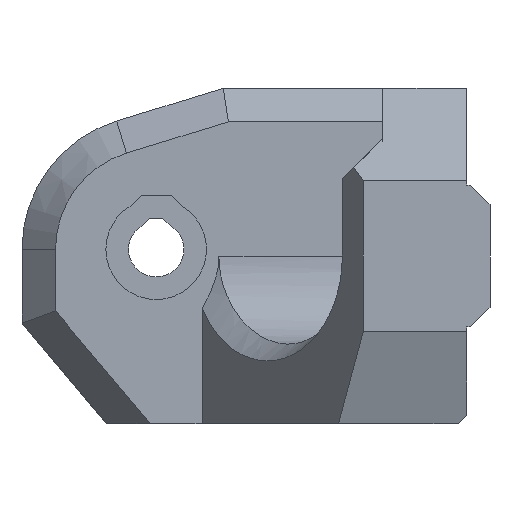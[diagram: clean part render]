
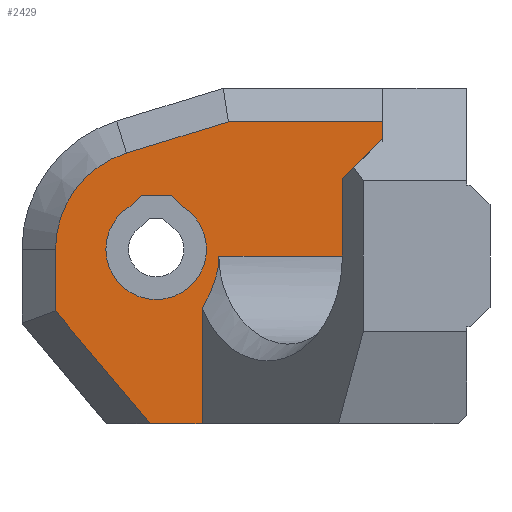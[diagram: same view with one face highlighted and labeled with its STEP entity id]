
A CAD part, front view. The second image highlights one B-rep face of the part: STEP entity #2429.
In plain terms, the highlighted planar face has unit normal (0, -1, 0).
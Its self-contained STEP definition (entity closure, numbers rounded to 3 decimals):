
#37=FACE_BOUND('',#261,.T.);
#48=B_SPLINE_CURVE_WITH_KNOTS('',3,(#3540,#3541,#3542,#3543,#3544,#3545,
#3546,#3547,#3548,#3549,#3550,#3551,#3552,#3553),.UNSPECIFIED.,.F.,.F.,
(4,2,2,2,2,2,4),(0.,0.039,0.161,0.296,
0.315,0.325,0.332),.UNSPECIFIED.);
#58=CIRCLE('',#2594,6.);
#59=CIRCLE('',#2597,3.);
#119=FACE_OUTER_BOUND('',#260,.T.);
#260=EDGE_LOOP('',(#1836,#1837,#1838,#1839,#1840,#1841,#1842,#1843,#1844,
#1845));
#261=EDGE_LOOP('',(#1846,#1847,#1848,#1849));
#408=LINE('',#3574,#727);
#429=LINE('',#3617,#748);
#483=LINE('',#3727,#802);
#504=LINE('',#3771,#823);
#507=LINE('',#3776,#826);
#509=LINE('',#3780,#828);
#514=LINE('',#3792,#833);
#515=LINE('',#3794,#834);
#516=LINE('',#3799,#835);
#517=LINE('',#3801,#836);
#518=LINE('',#3802,#837);
#727=VECTOR('',#2784,10.);
#748=VECTOR('',#2815,10.);
#802=VECTOR('',#2897,10.);
#823=VECTOR('',#2942,10.);
#826=VECTOR('',#2947,10.);
#828=VECTOR('',#2951,10.);
#833=VECTOR('',#2964,10.);
#834=VECTOR('',#2967,10.);
#835=VECTOR('',#2970,10.);
#836=VECTOR('',#2971,10.);
#837=VECTOR('',#2972,10.);
#1036=VERTEX_POINT('',#3538);
#1037=VERTEX_POINT('',#3539);
#1039=VERTEX_POINT('',#3572);
#1055=VERTEX_POINT('',#3614);
#1056=VERTEX_POINT('',#3616);
#1108=VERTEX_POINT('',#3769);
#1109=VERTEX_POINT('',#3770);
#1110=VERTEX_POINT('',#3775);
#1111=VERTEX_POINT('',#3779);
#1113=VERTEX_POINT('',#3785);
#1115=VERTEX_POINT('',#3795);
#1116=VERTEX_POINT('',#3796);
#1117=VERTEX_POINT('',#3798);
#1118=VERTEX_POINT('',#3800);
#1273=EDGE_CURVE('',#1036,#1037,#48,.T.);
#1278=EDGE_CURVE('',#1039,#1037,#408,.T.);
#1299=EDGE_CURVE('',#1055,#1056,#429,.T.);
#1356=EDGE_CURVE('',#1055,#1036,#483,.T.);
#1378=EDGE_CURVE('',#1108,#1109,#504,.T.);
#1381=EDGE_CURVE('',#1056,#1110,#507,.T.);
#1383=EDGE_CURVE('',#1110,#1111,#509,.T.);
#1388=EDGE_CURVE('',#1111,#1113,#58,.T.);
#1390=EDGE_CURVE('',#1113,#1108,#514,.T.);
#1391=EDGE_CURVE('',#1039,#1109,#515,.T.);
#1392=EDGE_CURVE('',#1115,#1116,#59,.T.);
#1393=EDGE_CURVE('',#1116,#1117,#516,.T.);
#1394=EDGE_CURVE('',#1117,#1118,#517,.T.);
#1395=EDGE_CURVE('',#1118,#1115,#518,.T.);
#1836=ORIENTED_EDGE('',*,*,#1278,.F.);
#1837=ORIENTED_EDGE('',*,*,#1391,.T.);
#1838=ORIENTED_EDGE('',*,*,#1378,.F.);
#1839=ORIENTED_EDGE('',*,*,#1390,.F.);
#1840=ORIENTED_EDGE('',*,*,#1388,.F.);
#1841=ORIENTED_EDGE('',*,*,#1383,.F.);
#1842=ORIENTED_EDGE('',*,*,#1381,.F.);
#1843=ORIENTED_EDGE('',*,*,#1299,.F.);
#1844=ORIENTED_EDGE('',*,*,#1356,.T.);
#1845=ORIENTED_EDGE('',*,*,#1273,.T.);
#1846=ORIENTED_EDGE('',*,*,#1392,.T.);
#1847=ORIENTED_EDGE('',*,*,#1393,.T.);
#1848=ORIENTED_EDGE('',*,*,#1394,.T.);
#1849=ORIENTED_EDGE('',*,*,#1395,.T.);
#2298=PLANE('',#2596);
#2429=ADVANCED_FACE('',(#119,#37),#2298,.F.);
#2594=AXIS2_PLACEMENT_3D('',#3789,#2959,#2960);
#2596=AXIS2_PLACEMENT_3D('',#3793,#2965,#2966);
#2597=AXIS2_PLACEMENT_3D('',#3797,#2968,#2969);
#2784=DIRECTION('',(-1.,0.,0.));
#2815=DIRECTION('',(-1.,0.,0.));
#2897=DIRECTION('',(0.,0.,1.));
#2942=DIRECTION('',(1.,0.,0.));
#2947=DIRECTION('',(-0.643,0.,0.766));
#2951=DIRECTION('',(0.,0.,1.));
#2959=DIRECTION('center_axis',(0.,1.,0.));
#2960=DIRECTION('ref_axis',(-1.,0.,0.));
#2964=DIRECTION('',(0.956,0.,0.294));
#2965=DIRECTION('center_axis',(0.,1.,0.));
#2966=DIRECTION('ref_axis',(1.,0.,0.));
#2967=DIRECTION('',(0.,0.,1.));
#2968=DIRECTION('center_axis',(0.,1.,0.));
#2969=DIRECTION('ref_axis',(1.,0.,0.));
#2970=DIRECTION('',(0.707,0.,0.707));
#2971=DIRECTION('',(1.,0.,0.));
#2972=DIRECTION('',(0.707,0.,-0.707));
#3538=CARTESIAN_POINT('',(2.737,0.,-3.52));
#3539=CARTESIAN_POINT('',(3.737,0.,-0.4));
#3540=CARTESIAN_POINT('Ctrl Pts',(2.737,0.,
-3.52));
#3541=CARTESIAN_POINT('Ctrl Pts',(2.804,0.,
-3.407));
#3542=CARTESIAN_POINT('Ctrl Pts',(2.87,0.,
-3.293));
#3543=CARTESIAN_POINT('Ctrl Pts',(3.126,0.,
-2.823));
#3544=CARTESIAN_POINT('Ctrl Pts',(3.303,0.,
-2.451));
#3545=CARTESIAN_POINT('Ctrl Pts',(3.591,0.,
-1.639));
#3546=CARTESIAN_POINT('Ctrl Pts',(3.689,0.,
-1.209));
#3547=CARTESIAN_POINT('Ctrl Pts',(3.728,0.,
-0.696));
#3548=CARTESIAN_POINT('Ctrl Pts',(3.732,0.,
-0.635));
#3549=CARTESIAN_POINT('Ctrl Pts',(3.736,0.,
-0.539));
#3550=CARTESIAN_POINT('Ctrl Pts',(3.736,0.,
-0.505));
#3551=CARTESIAN_POINT('Ctrl Pts',(3.737,0.,
-0.447));
#3552=CARTESIAN_POINT('Ctrl Pts',(3.737,0.,-0.424));
#3553=CARTESIAN_POINT('Ctrl Pts',(3.737,0.,-0.4));
#3572=CARTESIAN_POINT('',(13.5,0.,-0.4));
#3574=CARTESIAN_POINT('',(13.5,0.,-0.4));
#3614=CARTESIAN_POINT('',(2.737,0.,-10.4));
#3616=CARTESIAN_POINT('',(-0.355,0.,-10.4));
#3617=CARTESIAN_POINT('',(18.5,0.,-10.4));
#3727=CARTESIAN_POINT('',(2.737,0.,-5.4));
#3769=CARTESIAN_POINT('',(4.301,0.,7.6));
#3770=CARTESIAN_POINT('',(13.5,0.,7.6));
#3771=CARTESIAN_POINT('',(3.375,0.,7.6));
#3775=CARTESIAN_POINT('',(-6.,0.,-3.672));
#3776=CARTESIAN_POINT('',(-2.715,0.,-7.587));
#3779=CARTESIAN_POINT('',(-6.,0.,0.));
#3780=CARTESIAN_POINT('',(-6.,0.,-2.4));
#3785=CARTESIAN_POINT('',(-1.764,0.,5.735));
#3789=CARTESIAN_POINT('Origin',(0.,0.,0.));
#3792=CARTESIAN_POINT('',(-0.564,0.,6.104));
#3793=CARTESIAN_POINT('Origin',(2.75,0.,-0.4));
#3794=CARTESIAN_POINT('',(13.5,0.,-1.227));
#3795=CARTESIAN_POINT('',(1.5,0.,2.598));
#3796=CARTESIAN_POINT('',(-1.5,0.,2.598));
#3797=CARTESIAN_POINT('Origin',(0.,0.,0.));
#3798=CARTESIAN_POINT('',(-0.897,0.,3.201));
#3799=CARTESIAN_POINT('',(-1.187,0.,2.911));
#3800=CARTESIAN_POINT('',(0.897,0.,3.201));
#3801=CARTESIAN_POINT('',(0.926,0.,3.201));
#3802=CARTESIAN_POINT('',(2.261,0.,1.838));
